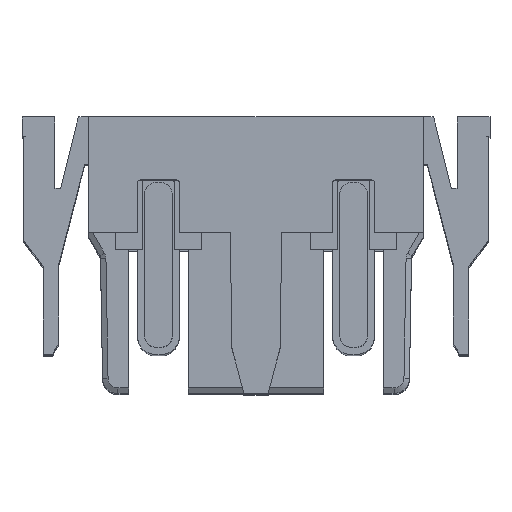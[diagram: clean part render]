
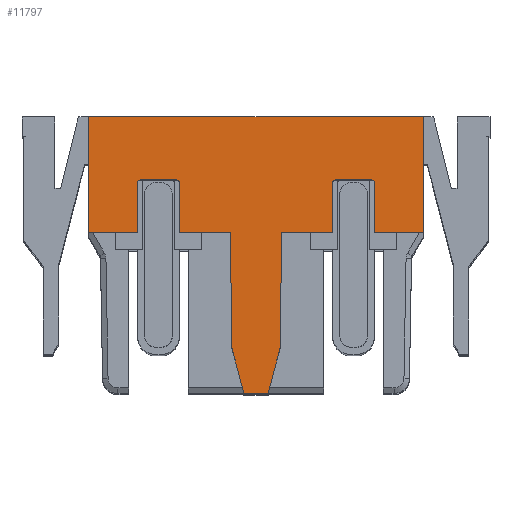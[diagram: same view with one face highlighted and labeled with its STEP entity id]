
A CAD part, top view. The second image highlights one B-rep face of the part: STEP entity #11797.
In plain terms, the highlighted planar face has unit normal (0, 0, 1).
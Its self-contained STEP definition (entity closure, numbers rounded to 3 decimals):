
#11656=AXIS2_PLACEMENT_3D('Plane Axis2P3D',#11653,#11654,#11655) ;
#11667=AXIS2_PLACEMENT_3D('Circle Axis2P3D',#11665,#11666,$) ;
#11672=AXIS2_PLACEMENT_3D('Circle Axis2P3D',#11670,#11671,$) ;
#11740=AXIS2_PLACEMENT_3D('Circle Axis2P3D',#11738,#11739,$) ;
#11754=AXIS2_PLACEMENT_3D('Circle Axis2P3D',#11752,#11753,$) ;
#10331=CARTESIAN_POINT('Vertex',(1.1,-14.2,15.25)) ;
#10334=CARTESIAN_POINT('Line Origine',(0.,-14.2,15.25)) ;
#10338=CARTESIAN_POINT('Vertex',(-1.1,-14.2,15.25)) ;
#10496=CARTESIAN_POINT('Vertex',(-15.25,0.5,15.25)) ;
#10499=CARTESIAN_POINT('Line Origine',(-15.25,5.75,15.25)) ;
#10503=CARTESIAN_POINT('Vertex',(-15.25,11.,15.25)) ;
#10591=CARTESIAN_POINT('Line Origine',(0.,11.,15.25)) ;
#10595=CARTESIAN_POINT('Vertex',(15.25,11.,15.25)) ;
#10757=CARTESIAN_POINT('Line Origine',(15.25,5.75,15.25)) ;
#10761=CARTESIAN_POINT('Vertex',(15.25,0.5,15.25)) ;
#10860=CARTESIAN_POINT('Vertex',(-7.25,5.25,15.25)) ;
#10863=CARTESIAN_POINT('Line Origine',(-8.9,5.25,15.25)) ;
#10867=CARTESIAN_POINT('Vertex',(-10.55,5.25,15.25)) ;
#11104=CARTESIAN_POINT('Vertex',(-10.85,0.5,15.25)) ;
#11107=CARTESIAN_POINT('Line Origine',(-13.05,0.5,15.25)) ;
#11636=CARTESIAN_POINT('Vertex',(2.23,-9.983,15.25)) ;
#11639=CARTESIAN_POINT('Line Origine',(1.665,-12.091,15.25)) ;
#11653=CARTESIAN_POINT('Axis2P3D Location',(0.,0.,15.25)) ;
#11658=CARTESIAN_POINT('Line Origine',(-10.85,2.725,15.25)) ;
#11662=CARTESIAN_POINT('Vertex',(-10.85,4.95,15.25)) ;
#11665=CARTESIAN_POINT('Axis2P3D Location',(-10.55,4.95,15.25)) ;
#11670=CARTESIAN_POINT('Axis2P3D Location',(-7.25,4.95,15.25)) ;
#11674=CARTESIAN_POINT('Vertex',(-6.95,4.95,15.25)) ;
#11677=CARTESIAN_POINT('Line Origine',(-6.95,2.725,15.25)) ;
#11681=CARTESIAN_POINT('Vertex',(-6.95,0.5,15.25)) ;
#11684=CARTESIAN_POINT('Line Origine',(-4.675,0.5,15.25)) ;
#11688=CARTESIAN_POINT('Vertex',(-2.4,0.5,15.25)) ;
#11691=CARTESIAN_POINT('Line Origine',(-2.361,0.5,15.25)) ;
#11695=CARTESIAN_POINT('Vertex',(-2.321,0.5,15.25)) ;
#11698=CARTESIAN_POINT('Line Origine',(-2.276,-4.741,15.25)) ;
#11702=CARTESIAN_POINT('Vertex',(-2.23,-9.983,15.25)) ;
#11705=CARTESIAN_POINT('Line Origine',(-1.665,-12.091,15.25)) ;
#11710=CARTESIAN_POINT('Line Origine',(2.276,-4.741,15.25)) ;
#11714=CARTESIAN_POINT('Vertex',(2.321,0.5,15.25)) ;
#11717=CARTESIAN_POINT('Line Origine',(2.361,0.5,15.25)) ;
#11721=CARTESIAN_POINT('Vertex',(2.4,0.5,15.25)) ;
#11724=CARTESIAN_POINT('Line Origine',(4.675,0.5,15.25)) ;
#11728=CARTESIAN_POINT('Vertex',(6.95,0.5,15.25)) ;
#11731=CARTESIAN_POINT('Line Origine',(6.95,2.725,15.25)) ;
#11735=CARTESIAN_POINT('Vertex',(6.95,4.95,15.25)) ;
#11738=CARTESIAN_POINT('Axis2P3D Location',(7.25,4.95,15.25)) ;
#11742=CARTESIAN_POINT('Vertex',(7.25,5.25,15.25)) ;
#11745=CARTESIAN_POINT('Line Origine',(8.9,5.25,15.25)) ;
#11749=CARTESIAN_POINT('Vertex',(10.55,5.25,15.25)) ;
#11752=CARTESIAN_POINT('Axis2P3D Location',(10.55,4.95,15.25)) ;
#11756=CARTESIAN_POINT('Vertex',(10.85,4.95,15.25)) ;
#11759=CARTESIAN_POINT('Line Origine',(10.85,2.725,15.25)) ;
#11763=CARTESIAN_POINT('Vertex',(10.85,0.5,15.25)) ;
#11766=CARTESIAN_POINT('Line Origine',(13.05,0.5,15.25)) ;
#10335=DIRECTION('Vector Direction',(1.,0.,0.)) ;
#10500=DIRECTION('Vector Direction',(0.,1.,0.)) ;
#10592=DIRECTION('Vector Direction',(1.,0.,0.)) ;
#10758=DIRECTION('Vector Direction',(0.,1.,0.)) ;
#10864=DIRECTION('Vector Direction',(-1.,0.,0.)) ;
#11108=DIRECTION('Vector Direction',(-1.,0.,0.)) ;
#11640=DIRECTION('Vector Direction',(-0.259,-0.966,0.)) ;
#11654=DIRECTION('Axis2P3D Direction',(0.,0.,1.)) ;
#11655=DIRECTION('Axis2P3D XDirection',(1.,0.,0.)) ;
#11659=DIRECTION('Vector Direction',(0.,1.,0.)) ;
#11666=DIRECTION('Axis2P3D Direction',(0.,0.,1.)) ;
#11671=DIRECTION('Axis2P3D Direction',(0.,0.,1.)) ;
#11678=DIRECTION('Vector Direction',(0.,-1.,0.)) ;
#11685=DIRECTION('Vector Direction',(-1.,0.,0.)) ;
#11692=DIRECTION('Vector Direction',(1.,0.,0.)) ;
#11699=DIRECTION('Vector Direction',(0.009,-1.,0.)) ;
#11706=DIRECTION('Vector Direction',(0.259,-0.966,0.)) ;
#11711=DIRECTION('Vector Direction',(-0.009,-1.,0.)) ;
#11718=DIRECTION('Vector Direction',(1.,0.,0.)) ;
#11725=DIRECTION('Vector Direction',(-1.,0.,0.)) ;
#11732=DIRECTION('Vector Direction',(0.,-1.,0.)) ;
#11739=DIRECTION('Axis2P3D Direction',(0.,0.,1.)) ;
#11746=DIRECTION('Vector Direction',(1.,0.,0.)) ;
#11753=DIRECTION('Axis2P3D Direction',(0.,0.,1.)) ;
#11760=DIRECTION('Vector Direction',(0.,1.,0.)) ;
#11767=DIRECTION('Vector Direction',(-1.,0.,0.)) ;
#10336=VECTOR('Line Direction',#10335,1.) ;
#10501=VECTOR('Line Direction',#10500,1.) ;
#10593=VECTOR('Line Direction',#10592,1.) ;
#10759=VECTOR('Line Direction',#10758,1.) ;
#10865=VECTOR('Line Direction',#10864,1.) ;
#11109=VECTOR('Line Direction',#11108,1.) ;
#11641=VECTOR('Line Direction',#11640,1.) ;
#11660=VECTOR('Line Direction',#11659,1.) ;
#11679=VECTOR('Line Direction',#11678,1.) ;
#11686=VECTOR('Line Direction',#11685,1.) ;
#11693=VECTOR('Line Direction',#11692,1.) ;
#11700=VECTOR('Line Direction',#11699,1.) ;
#11707=VECTOR('Line Direction',#11706,1.) ;
#11712=VECTOR('Line Direction',#11711,1.) ;
#11719=VECTOR('Line Direction',#11718,1.) ;
#11726=VECTOR('Line Direction',#11725,1.) ;
#11733=VECTOR('Line Direction',#11732,1.) ;
#11747=VECTOR('Line Direction',#11746,1.) ;
#11761=VECTOR('Line Direction',#11760,1.) ;
#11768=VECTOR('Line Direction',#11767,1.) ;
#11772=ORIENTED_EDGE('',*,*,#11111,.T.) ;
#11773=ORIENTED_EDGE('',*,*,#11664,.F.) ;
#11774=ORIENTED_EDGE('',*,*,#11669,.T.) ;
#11775=ORIENTED_EDGE('',*,*,#10869,.F.) ;
#11776=ORIENTED_EDGE('',*,*,#11676,.T.) ;
#11777=ORIENTED_EDGE('',*,*,#11683,.F.) ;
#11778=ORIENTED_EDGE('',*,*,#11690,.T.) ;
#11779=ORIENTED_EDGE('',*,*,#11697,.F.) ;
#11780=ORIENTED_EDGE('',*,*,#11704,.T.) ;
#11781=ORIENTED_EDGE('',*,*,#11709,.T.) ;
#11782=ORIENTED_EDGE('',*,*,#10340,.T.) ;
#11783=ORIENTED_EDGE('',*,*,#11643,.F.) ;
#11784=ORIENTED_EDGE('',*,*,#11716,.F.) ;
#11785=ORIENTED_EDGE('',*,*,#11723,.F.) ;
#11786=ORIENTED_EDGE('',*,*,#11730,.T.) ;
#11787=ORIENTED_EDGE('',*,*,#11737,.F.) ;
#11788=ORIENTED_EDGE('',*,*,#11744,.T.) ;
#11789=ORIENTED_EDGE('',*,*,#11751,.F.) ;
#11790=ORIENTED_EDGE('',*,*,#11758,.T.) ;
#11791=ORIENTED_EDGE('',*,*,#11765,.F.) ;
#11792=ORIENTED_EDGE('',*,*,#11770,.T.) ;
#11793=ORIENTED_EDGE('',*,*,#10763,.F.) ;
#11794=ORIENTED_EDGE('',*,*,#10597,.T.) ;
#11795=ORIENTED_EDGE('',*,*,#10505,.F.) ;
#11797=ADVANCED_FACE('Hauptk\X2\00F6\X0\rper.4',(#11796),#11657,.T.) ;
#11668=CIRCLE('generated circle',#11667,0.3) ;
#11673=CIRCLE('generated circle',#11672,0.3) ;
#11741=CIRCLE('generated circle',#11740,0.3) ;
#11755=CIRCLE('generated circle',#11754,0.3) ;
#10340=EDGE_CURVE('',#10339,#10332,#10337,.T.) ;
#10505=EDGE_CURVE('',#10497,#10504,#10502,.T.) ;
#10597=EDGE_CURVE('',#10596,#10504,#10594,.F.) ;
#10763=EDGE_CURVE('',#10596,#10762,#10760,.F.) ;
#10869=EDGE_CURVE('',#10861,#10868,#10866,.T.) ;
#11111=EDGE_CURVE('',#10497,#11105,#11110,.F.) ;
#11643=EDGE_CURVE('',#11637,#10332,#11642,.T.) ;
#11664=EDGE_CURVE('',#11663,#11105,#11661,.F.) ;
#11669=EDGE_CURVE('',#11663,#10868,#11668,.F.) ;
#11676=EDGE_CURVE('',#10861,#11675,#11673,.F.) ;
#11683=EDGE_CURVE('',#11682,#11675,#11680,.F.) ;
#11690=EDGE_CURVE('',#11682,#11689,#11687,.F.) ;
#11697=EDGE_CURVE('',#11696,#11689,#11694,.F.) ;
#11704=EDGE_CURVE('',#11696,#11703,#11701,.T.) ;
#11709=EDGE_CURVE('',#11703,#10339,#11708,.T.) ;
#11716=EDGE_CURVE('',#11715,#11637,#11713,.T.) ;
#11723=EDGE_CURVE('',#11722,#11715,#11720,.F.) ;
#11730=EDGE_CURVE('',#11722,#11729,#11727,.F.) ;
#11737=EDGE_CURVE('',#11736,#11729,#11734,.T.) ;
#11744=EDGE_CURVE('',#11736,#11743,#11741,.F.) ;
#11751=EDGE_CURVE('',#11750,#11743,#11748,.F.) ;
#11758=EDGE_CURVE('',#11750,#11757,#11755,.F.) ;
#11765=EDGE_CURVE('',#11764,#11757,#11762,.T.) ;
#11770=EDGE_CURVE('',#11764,#10762,#11769,.F.) ;
#11771=EDGE_LOOP('',(#11772,#11773,#11774,#11775,#11776,#11777,#11778,#11779,#11780,#11781,#11782,#11783,#11784,#11785,#11786,#11787,#11788,#11789,#11790,#11791,#11792,#11793,#11794,#11795)) ;
#11796=FACE_OUTER_BOUND('',#11771,.T.) ;
#10337=LINE('Line',#10334,#10336) ;
#10502=LINE('Line',#10499,#10501) ;
#10594=LINE('Line',#10591,#10593) ;
#10760=LINE('Line',#10757,#10759) ;
#10866=LINE('Line',#10863,#10865) ;
#11110=LINE('Line',#11107,#11109) ;
#11642=LINE('Line',#11639,#11641) ;
#11661=LINE('Line',#11658,#11660) ;
#11680=LINE('Line',#11677,#11679) ;
#11687=LINE('Line',#11684,#11686) ;
#11694=LINE('Line',#11691,#11693) ;
#11701=LINE('Line',#11698,#11700) ;
#11708=LINE('Line',#11705,#11707) ;
#11713=LINE('Line',#11710,#11712) ;
#11720=LINE('Line',#11717,#11719) ;
#11727=LINE('Line',#11724,#11726) ;
#11734=LINE('Line',#11731,#11733) ;
#11748=LINE('Line',#11745,#11747) ;
#11762=LINE('Line',#11759,#11761) ;
#11769=LINE('Line',#11766,#11768) ;
#11657=PLANE('',#11656) ;
#10332=VERTEX_POINT('',#10331) ;
#10339=VERTEX_POINT('',#10338) ;
#10497=VERTEX_POINT('',#10496) ;
#10504=VERTEX_POINT('',#10503) ;
#10596=VERTEX_POINT('',#10595) ;
#10762=VERTEX_POINT('',#10761) ;
#10861=VERTEX_POINT('',#10860) ;
#10868=VERTEX_POINT('',#10867) ;
#11105=VERTEX_POINT('',#11104) ;
#11637=VERTEX_POINT('',#11636) ;
#11663=VERTEX_POINT('',#11662) ;
#11675=VERTEX_POINT('',#11674) ;
#11682=VERTEX_POINT('',#11681) ;
#11689=VERTEX_POINT('',#11688) ;
#11696=VERTEX_POINT('',#11695) ;
#11703=VERTEX_POINT('',#11702) ;
#11715=VERTEX_POINT('',#11714) ;
#11722=VERTEX_POINT('',#11721) ;
#11729=VERTEX_POINT('',#11728) ;
#11736=VERTEX_POINT('',#11735) ;
#11743=VERTEX_POINT('',#11742) ;
#11750=VERTEX_POINT('',#11749) ;
#11757=VERTEX_POINT('',#11756) ;
#11764=VERTEX_POINT('',#11763) ;
